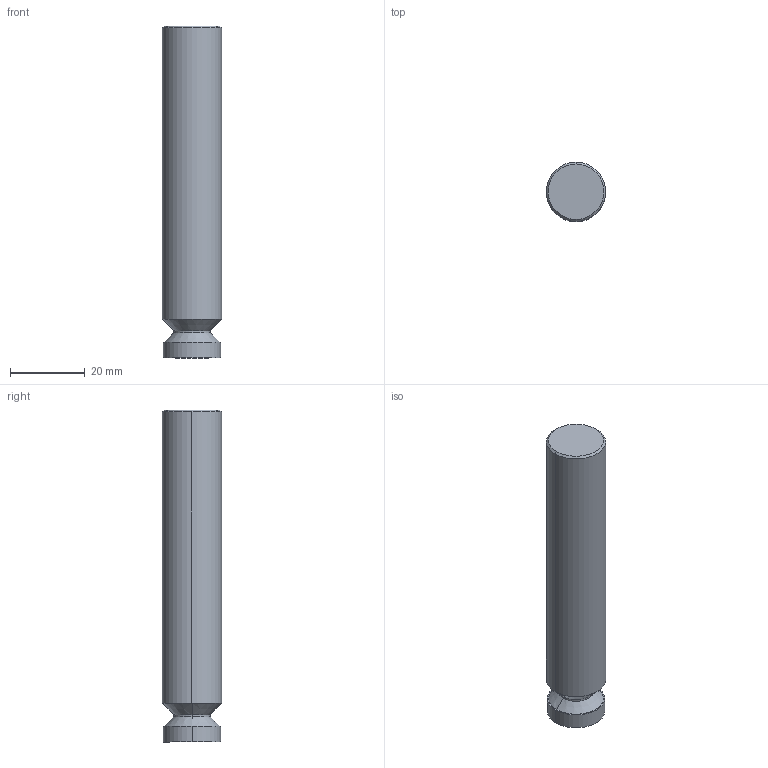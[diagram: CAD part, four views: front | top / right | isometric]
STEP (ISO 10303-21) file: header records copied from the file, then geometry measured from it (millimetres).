
FILE_DESCRIPTION (( 'STEP AP214' ), '1' );
FILE_NAME ('34762.STEP', '2023-05-05T20:02:58', ( '' ), ( '' ), 'SwSTEP 2.0', 'SolidWorks 2022', '' );
FILE_SCHEMA (( 'AUTOMOTIVE_DESIGN' ));
Length unit declared in the file: inch
Products named in the file (1): 34762
Bounding box: 15.88 x 15.88 x 88.9 mm (x, y, z)
Volume: 17045.5 mm3; surface area: 5227.6 mm2
Topology: 2 solids, 2 shells, 21 faces, 40 edges, 23 vertices
Faces by surface type: cone 10, cylinder 6, plane 5
Entity records: 738 total; most frequent: DIRECTION 104, CARTESIAN_POINT 83, ORIENTED_EDGE 76, AXIS2_PLACEMENT_3D 44, EDGE_CURVE 38, VERTEX_POINT 23, EDGE_LOOP 23, CIRCLE 22
